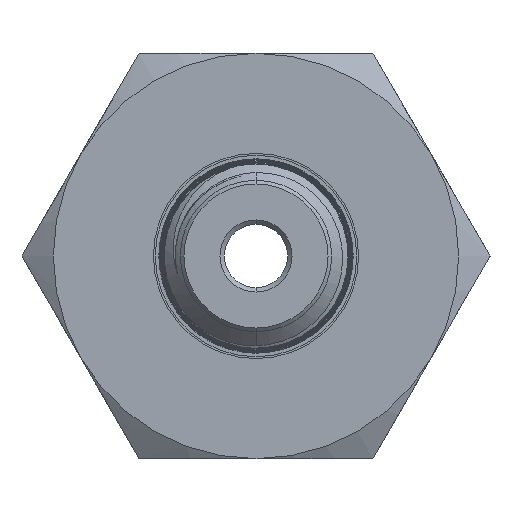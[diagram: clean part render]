
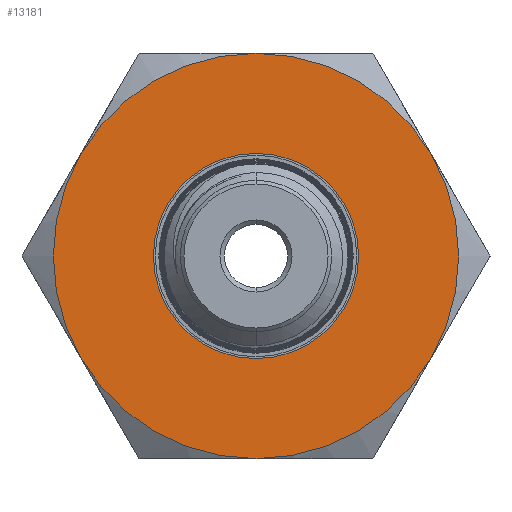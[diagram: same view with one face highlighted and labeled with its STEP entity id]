
A CAD part, left-side view. The second image highlights one B-rep face of the part: STEP entity #13181.
In plain terms, the highlighted planar face has unit normal (-1, 0, 0).
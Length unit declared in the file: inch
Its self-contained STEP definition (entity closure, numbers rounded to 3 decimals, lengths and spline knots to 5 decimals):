
#646 = DIRECTION ( 'NONE',  ( 0., 0., -1. ) ) ;
#669 = AXIS2_PLACEMENT_3D ( 'NONE', #12106, #3478, #9155 ) ;
#727 = VERTEX_POINT ( 'NONE', #10532 ) ;
#1018 = AXIS2_PLACEMENT_3D ( 'NONE', #2773, #12906, #15563 ) ;
#1484 = AXIS2_PLACEMENT_3D ( 'NONE', #14633, #1778, #16177 ) ;
#1511 = AXIS2_PLACEMENT_3D ( 'NONE', #16346, #2255, #15052 ) ;
#1542 = CARTESIAN_POINT ( 'NONE',  ( -0.9445, 0.5625, 0. ) ) ;
#1778 = DIRECTION ( 'NONE',  ( 1., 0., 0. ) ) ;
#1867 = AXIS2_PLACEMENT_3D ( 'NONE', #7403, #14573, #646 ) ;
#1881 = VERTEX_POINT ( 'NONE', #12260 ) ;
#2255 = DIRECTION ( 'NONE',  ( 1., 0., 0. ) ) ;
#2773 = CARTESIAN_POINT ( 'NONE',  ( -0.9445, 0., 0. ) ) ;
#2809 = PLANE ( 'NONE',  #5137 ) ;
#2920 = CIRCLE ( 'NONE', #9244, 0.5625 ) ;
#3018 = VERTEX_POINT ( 'NONE', #15264 ) ;
#3235 = DIRECTION ( 'NONE',  ( 1., 0., 0. ) ) ;
#3478 = DIRECTION ( 'NONE',  ( 1., 0., 0. ) ) ;
#3671 = VERTEX_POINT ( 'NONE', #17508 ) ;
#4062 = CIRCLE ( 'NONE', #1484, 0.28475 ) ;
#4299 = EDGE_CURVE ( 'NONE', #3018, #17262, #4062, .T. ) ;
#4601 = EDGE_CURVE ( 'NONE', #3671, #6939, #15938, .T. ) ;
#4605 = ORIENTED_EDGE ( 'NONE', *, *, #10842, .F. ) ;
#4676 = FACE_OUTER_BOUND ( 'NONE', #6862, .T. ) ;
#5035 = EDGE_CURVE ( 'NONE', #6939, #12246, #17945, .T. ) ;
#5137 = AXIS2_PLACEMENT_3D ( 'NONE', #1542, #13118, #17313 ) ;
#5368 = FACE_BOUND ( 'NONE', #17758, .T. ) ;
#5551 = EDGE_CURVE ( 'NONE', #727, #1881, #12824, .T. ) ;
#5694 = CARTESIAN_POINT ( 'NONE',  ( -0.9445, 0., 0. ) ) ;
#5784 = CIRCLE ( 'NONE', #669, 0.28475 ) ;
#6046 = ORIENTED_EDGE ( 'NONE', *, *, #5551, .F. ) ;
#6351 = CARTESIAN_POINT ( 'NONE',  ( -0.9445, 0., -0.5625 ) ) ;
#6862 = EDGE_LOOP ( 'NONE', ( #7793, #8819, #6046, #4605, #7374, #12684 ) ) ;
#6939 = VERTEX_POINT ( 'NONE', #15361 ) ;
#7039 = ORIENTED_EDGE ( 'NONE', *, *, #16713, .T. ) ;
#7070 = ORIENTED_EDGE ( 'NONE', *, *, #4299, .T. ) ;
#7374 = ORIENTED_EDGE ( 'NONE', *, *, #5035, .F. ) ;
#7403 = CARTESIAN_POINT ( 'NONE',  ( -0.9445, 0., 0. ) ) ;
#7537 = DIRECTION ( 'NONE',  ( 0., 0., -1. ) ) ;
#7548 = VERTEX_POINT ( 'NONE', #6351 ) ;
#7793 = ORIENTED_EDGE ( 'NONE', *, *, #9426, .F. ) ;
#8819 = ORIENTED_EDGE ( 'NONE', *, *, #11015, .F. ) ;
#9155 = DIRECTION ( 'NONE',  ( 0., 0., -1. ) ) ;
#9244 = AXIS2_PLACEMENT_3D ( 'NONE', #5694, #17117, #10031 ) ;
#9426 = EDGE_CURVE ( 'NONE', #7548, #3671, #15701, .T. ) ;
#9706 = AXIS2_PLACEMENT_3D ( 'NONE', #13569, #10444, #10631 ) ;
#10031 = DIRECTION ( 'NONE',  ( 0., 0., -1. ) ) ;
#10444 = DIRECTION ( 'NONE',  ( 1., 0., 0. ) ) ;
#10532 = CARTESIAN_POINT ( 'NONE',  ( -0.9445, -0.48714, 0.28125 ) ) ;
#10631 = DIRECTION ( 'NONE',  ( 0., 0., -1. ) ) ;
#10842 = EDGE_CURVE ( 'NONE', #12246, #727, #2920, .T. ) ;
#11015 = EDGE_CURVE ( 'NONE', #1881, #7548, #13973, .T. ) ;
#11146 = CARTESIAN_POINT ( 'NONE',  ( -0.9445, 0., -0.28475 ) ) ;
#12106 = CARTESIAN_POINT ( 'NONE',  ( -0.9445, 0., 0. ) ) ;
#12246 = VERTEX_POINT ( 'NONE', #17115 ) ;
#12260 = CARTESIAN_POINT ( 'NONE',  ( -0.9445, -0.48714, -0.28125 ) ) ;
#12684 = ORIENTED_EDGE ( 'NONE', *, *, #4601, .F. ) ;
#12824 = CIRCLE ( 'NONE', #17696, 0.5625 ) ;
#12906 = DIRECTION ( 'NONE',  ( 1., 0., 0. ) ) ;
#13118 = DIRECTION ( 'NONE',  ( -1., 0., 0. ) ) ;
#13181 = ADVANCED_FACE ( 'NONE', ( #5368, #4676 ), #2809, .T. ) ;
#13569 = CARTESIAN_POINT ( 'NONE',  ( -0.9445, 0., 0. ) ) ;
#13973 = CIRCLE ( 'NONE', #1867, 0.5625 ) ;
#14573 = DIRECTION ( 'NONE',  ( 1., 0., 0. ) ) ;
#14633 = CARTESIAN_POINT ( 'NONE',  ( -0.9445, 0., 0. ) ) ;
#15052 = DIRECTION ( 'NONE',  ( 0., 0., -1. ) ) ;
#15264 = CARTESIAN_POINT ( 'NONE',  ( -0.9445, 0., 0.28475 ) ) ;
#15361 = CARTESIAN_POINT ( 'NONE',  ( -0.9445, 0.48714, 0.28125 ) ) ;
#15563 = DIRECTION ( 'NONE',  ( 0., 0., -1. ) ) ;
#15701 = CIRCLE ( 'NONE', #1511, 0.5625 ) ;
#15938 = CIRCLE ( 'NONE', #1018, 0.5625 ) ;
#16063 = CARTESIAN_POINT ( 'NONE',  ( -0.9445, 0., 0. ) ) ;
#16177 = DIRECTION ( 'NONE',  ( 0., 0., -1. ) ) ;
#16346 = CARTESIAN_POINT ( 'NONE',  ( -0.9445, 0., 0. ) ) ;
#16713 = EDGE_CURVE ( 'NONE', #17262, #3018, #5784, .T. ) ;
#17115 = CARTESIAN_POINT ( 'NONE',  ( -0.9445, 0., 0.5625 ) ) ;
#17117 = DIRECTION ( 'NONE',  ( 1., 0., 0. ) ) ;
#17262 = VERTEX_POINT ( 'NONE', #11146 ) ;
#17313 = DIRECTION ( 'NONE',  ( 0., 0., 1. ) ) ;
#17508 = CARTESIAN_POINT ( 'NONE',  ( -0.9445, 0.48714, -0.28125 ) ) ;
#17696 = AXIS2_PLACEMENT_3D ( 'NONE', #16063, #3235, #7537 ) ;
#17758 = EDGE_LOOP ( 'NONE', ( #7039, #7070 ) ) ;
#17945 = CIRCLE ( 'NONE', #9706, 0.5625 ) ;
